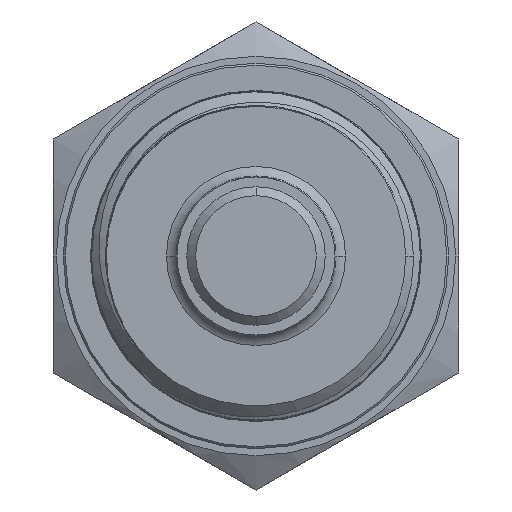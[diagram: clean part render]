
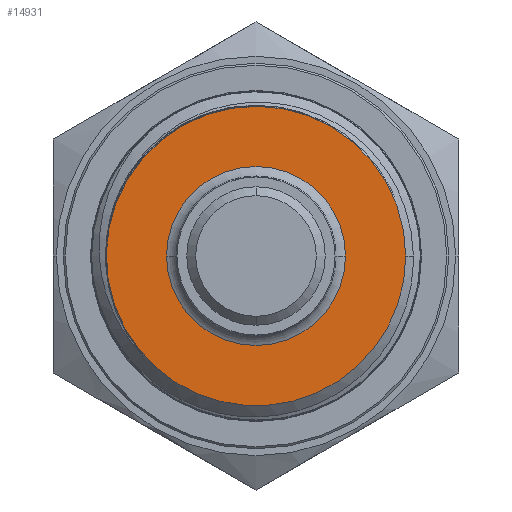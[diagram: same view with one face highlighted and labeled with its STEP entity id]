
A CAD part, front view. The second image highlights one B-rep face of the part: STEP entity #14931.
In plain terms, the highlighted planar face has unit normal (0, -1, 0).
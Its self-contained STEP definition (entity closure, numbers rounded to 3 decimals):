
#60 = DIRECTION ( 'NONE',  ( 0., -1., 0. ) ) ;
#66 = DIRECTION ( 'NONE',  ( 0., -1., 0. ) ) ;
#730 = DIRECTION ( 'NONE',  ( 1., 0., 0. ) ) ;
#963 = CIRCLE ( 'NONE', #1964, 9.05 ) ;
#1018 = CARTESIAN_POINT ( 'NONE',  ( 15.145, -21.5, 0. ) ) ;
#1229 = CIRCLE ( 'NONE', #10446, 15.145 ) ;
#1249 = CARTESIAN_POINT ( 'NONE',  ( 9.05, -21.5, 0. ) ) ;
#1948 = CARTESIAN_POINT ( 'NONE',  ( 0., -21.5, 0. ) ) ;
#1964 = AXIS2_PLACEMENT_3D ( 'NONE', #1948, #6550, #2028 ) ;
#1992 = EDGE_CURVE ( 'NONE', #10055, #13963, #1229, .T. ) ;
#2028 = DIRECTION ( 'NONE',  ( 1., 0., 0. ) ) ;
#2365 = EDGE_CURVE ( 'NONE', #7173, #12296, #963, .T. ) ;
#2663 = ORIENTED_EDGE ( 'NONE', *, *, #13021, .F. ) ;
#3296 = CARTESIAN_POINT ( 'NONE',  ( 0., -21.5, 0. ) ) ;
#3375 = EDGE_LOOP ( 'NONE', ( #3872, #2663 ) ) ;
#3797 = EDGE_CURVE ( 'NONE', #10055, #13963, #7976, .T. ) ;
#3872 = ORIENTED_EDGE ( 'NONE', *, *, #2365, .T. ) ;
#4387 = DIRECTION ( 'NONE',  ( 0., -1., 0. ) ) ;
#4733 = AXIS2_PLACEMENT_3D ( 'NONE', #5809, #60, #8467 ) ;
#5260 = DIRECTION ( 'NONE',  ( 1., 0., 0. ) ) ;
#5348 = CIRCLE ( 'NONE', #7326, 9.05 ) ;
#5809 = CARTESIAN_POINT ( 'NONE',  ( 0., -21.5, 0. ) ) ;
#6439 = DIRECTION ( 'NONE',  ( 0., 1., 0. ) ) ;
#6550 = DIRECTION ( 'NONE',  ( 0., 1., 0. ) ) ;
#6782 = EDGE_LOOP ( 'NONE', ( #7038, #14365 ) ) ;
#7038 = ORIENTED_EDGE ( 'NONE', *, *, #3797, .T. ) ;
#7156 = CARTESIAN_POINT ( 'NONE',  ( 0., -21.5, 0. ) ) ;
#7173 = VERTEX_POINT ( 'NONE', #1249 ) ;
#7233 = FACE_OUTER_BOUND ( 'NONE', #6782, .T. ) ;
#7326 = AXIS2_PLACEMENT_3D ( 'NONE', #3296, #4387, #730 ) ;
#7375 = DIRECTION ( 'NONE',  ( 0., 0., -1. ) ) ;
#7976 = CIRCLE ( 'NONE', #4733, 15.145 ) ;
#8467 = DIRECTION ( 'NONE',  ( 1., 0., 0. ) ) ;
#8544 = PLANE ( 'NONE',  #8970 ) ;
#8777 = CARTESIAN_POINT ( 'NONE',  ( 0., -21.5, 0. ) ) ;
#8970 = AXIS2_PLACEMENT_3D ( 'NONE', #7156, #66, #7375 ) ;
#9381 = CARTESIAN_POINT ( 'NONE',  ( -9.05, -21.5, 0. ) ) ;
#10055 = VERTEX_POINT ( 'NONE', #1018 ) ;
#10446 = AXIS2_PLACEMENT_3D ( 'NONE', #8777, #6439, #5260 ) ;
#12296 = VERTEX_POINT ( 'NONE', #9381 ) ;
#13021 = EDGE_CURVE ( 'NONE', #7173, #12296, #5348, .T. ) ;
#13218 = FACE_BOUND ( 'NONE', #3375, .T. ) ;
#13391 = CARTESIAN_POINT ( 'NONE',  ( -13.27, -21.5, -7.301 ) ) ;
#13963 = VERTEX_POINT ( 'NONE', #13391 ) ;
#14365 = ORIENTED_EDGE ( 'NONE', *, *, #1992, .F. ) ;
#14931 = ADVANCED_FACE ( 'NONE', ( #13218, #7233 ), #8544, .T. ) ;
